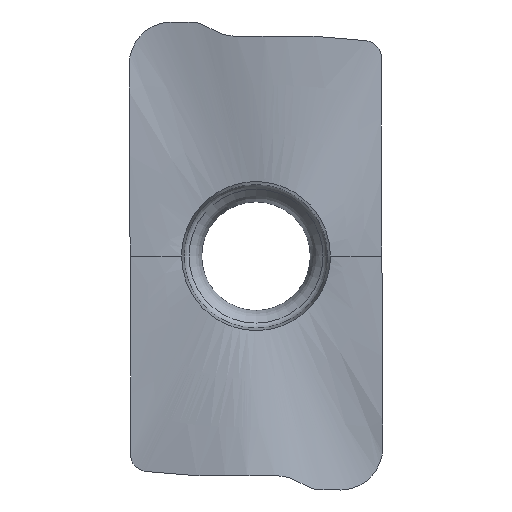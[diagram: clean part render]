
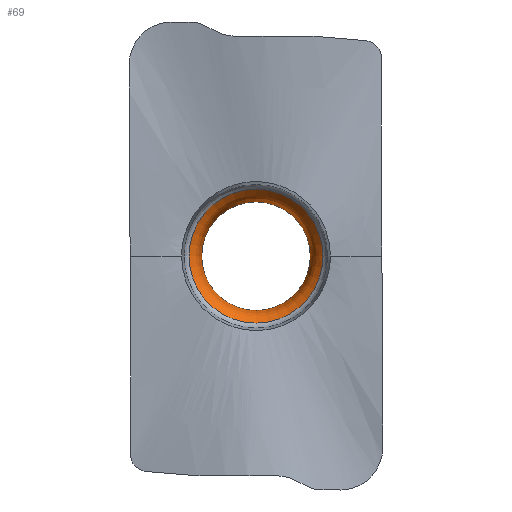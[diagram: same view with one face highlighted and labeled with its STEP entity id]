
A CAD part, top view. The second image highlights one B-rep face of the part: STEP entity #69.
In plain terms, the highlighted toroidal (fillet/blend) face has major radius 3.3 mm and minor radius 1.25 mm.
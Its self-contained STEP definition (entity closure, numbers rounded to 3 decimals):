
#36=TOROIDAL_SURFACE('',#241,3.3,1.25);
#45=CIRCLE('',#237,2.05);
#46=CIRCLE('',#239,2.527);
#55=FACE_BOUND('',#99,.T.);
#56=FACE_BOUND('',#100,.T.);
#69=ADVANCED_FACE('',(#55,#56),#36,.T.);
#99=EDGE_LOOP('',(#141));
#100=EDGE_LOOP('',(#142));
#141=ORIENTED_EDGE('',*,*,#175,.T.);
#142=ORIENTED_EDGE('',*,*,#176,.F.);
#154=VERTEX_POINT('',#5195);
#155=VERTEX_POINT('',#5198);
#175=EDGE_CURVE('',#154,#154,#45,.T.);
#176=EDGE_CURVE('',#155,#155,#46,.T.);
#237=AXIS2_PLACEMENT_3D('',#5194,#266,#267);
#239=AXIS2_PLACEMENT_3D('',#5197,#270,#271);
#241=AXIS2_PLACEMENT_3D('',#5200,#274,#275);
#266=DIRECTION('',(0.,0.,-1.));
#267=DIRECTION('',(1.,0.,0.));
#270=DIRECTION('',(0.,0.,-1.));
#271=DIRECTION('',(1.,0.,0.));
#274=DIRECTION('',(0.,0.,1.));
#275=DIRECTION('',(1.,0.,0.));
#5194=CARTESIAN_POINT('',(0.,0.,-3.82));
#5195=CARTESIAN_POINT('',(2.05,0.,-3.82));
#5197=CARTESIAN_POINT('',(0.,0.,-2.837));
#5198=CARTESIAN_POINT('',(2.527,0.,-2.837));
#5200=CARTESIAN_POINT('',(0.,0.,-3.82));
